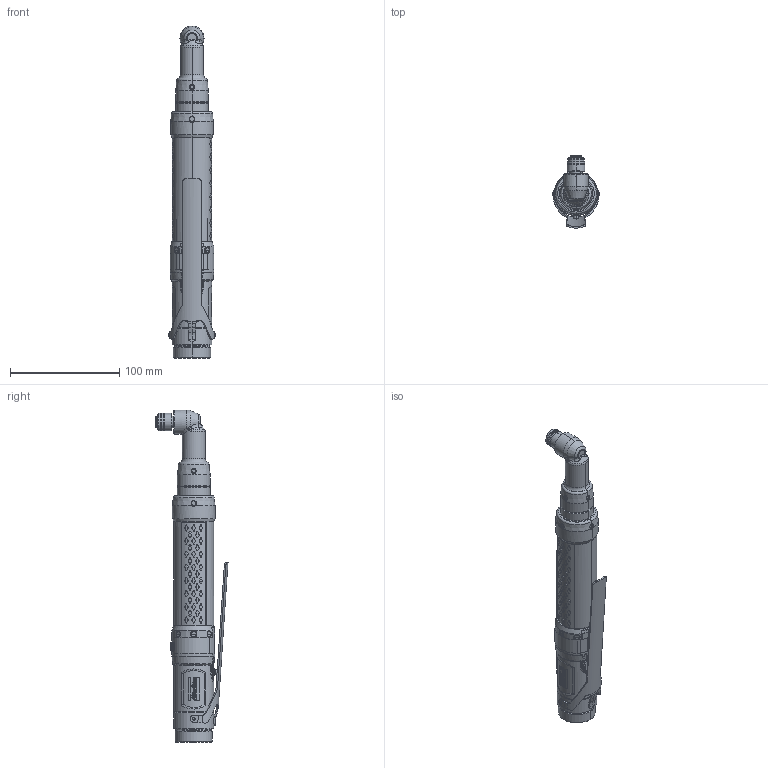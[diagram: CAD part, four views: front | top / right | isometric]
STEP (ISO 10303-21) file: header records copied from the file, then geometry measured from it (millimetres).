
FILE_DESCRIPTION((''),'2;1');
FILE_NAME('EXT_COMP_SW0015','2021-07-27T13:46:36',('INEVDh'),(''),'CREO PARAMETRIC BY PTC INC, 2020281','CREO PARAMETRIC BY PTC INC, 2020281','');
FILE_SCHEMA(('CONFIG_CONTROL_DESIGN'));
Length unit declared in the file: inch
Products named in the file (1): EXT_COMP_SW0015
Bounding box: 42.25 x 65.77 x 303.25 mm (x, y, z)
Volume: 285227.5 mm3; surface area: 45073.4 mm2
Topology: 1 solids, 9 shells, 2245 faces, 6101 edges, 3889 vertices
Faces by surface type: bspline 1168, plane 434, cylinder 360, cone 147, torus 105, sphere 31
Entity records: 166061 total; most frequent: CARTESIAN_POINT 118964, ORIENTED_EDGE 12138, EDGE_CURVE 6069, DIRECTION 5957, VERTEX_POINT 3889, B_SPLINE_CURVE_WITH_KNOTS 3294, EDGE_LOOP 2396, FACE_OUTER_BOUND 2245
